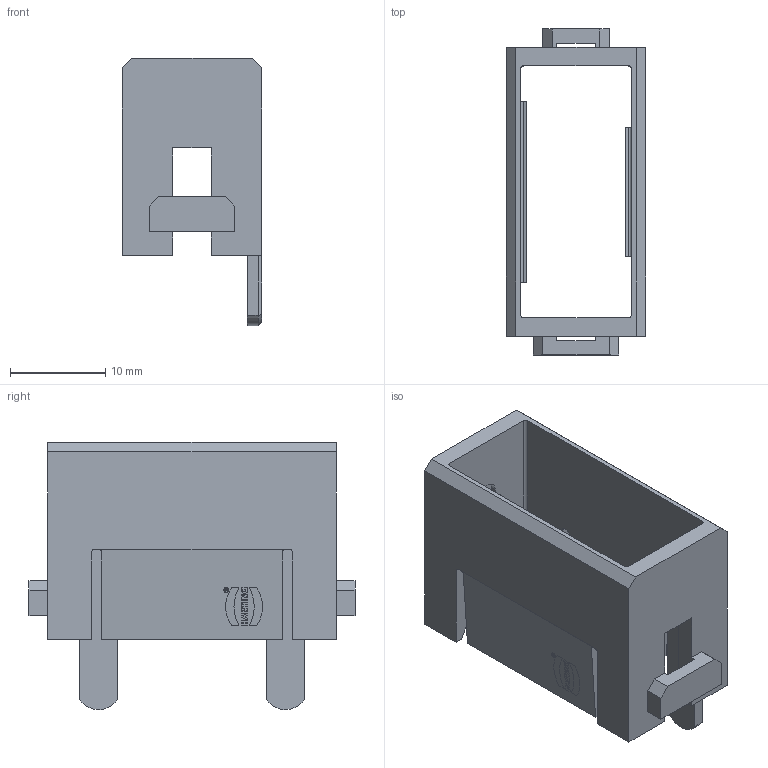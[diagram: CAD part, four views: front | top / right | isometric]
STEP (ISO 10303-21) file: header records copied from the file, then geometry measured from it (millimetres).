
FILE_DESCRIPTION(/* description */ (''),/* implementation_level */ '2;1');
FILE_NAME(/* name */ '100196527ugm000_d.stp',/* time_stamp */ '2019-02-06T11:12:08+01:00',/* author */ (''),/* organization */ (''),/* preprocessor_version */ 'ST-DEVELOPER v16.7',/* originating_system */ 'SIEMENS PLM Software NX 12.0',/* authorisation */ '');
FILE_SCHEMA (('AUTOMOTIVE_DESIGN { 1 0 10303 214 3 1 1 1 }'));
Length unit declared in the file: millimetre
Products named in the file (1): 100196527ugm000_d
Bounding box: 14.6 x 34.2 x 28.05 mm (x, y, z)
Volume: 2629.5 mm3; surface area: 3879.6 mm2
Topology: 1 solids, 1 shells, 125 faces, 413 edges, 301 vertices
Faces by surface type: plane 99, cylinder 20, cone 6
Entity records: 5545 total; most frequent: CARTESIAN_POINT 890, ORIENTED_EDGE 826, DIRECTION 715, EDGE_CURVE 413, LINE 351, VECTOR 351, VERTEX_POINT 300, AXIS2_PLACEMENT_3D 182
